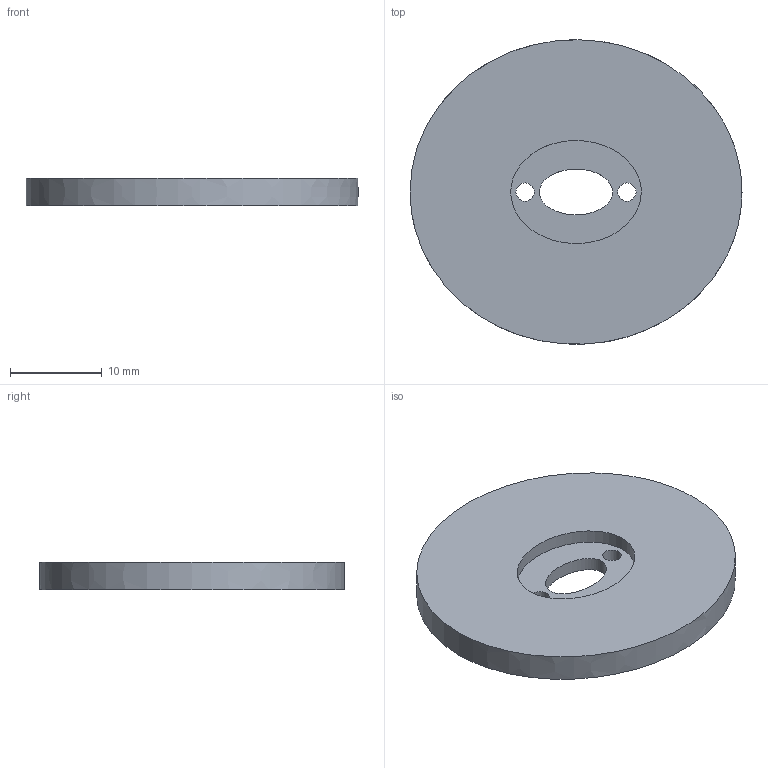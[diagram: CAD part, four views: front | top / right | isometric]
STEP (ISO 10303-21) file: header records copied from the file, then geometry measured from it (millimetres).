
FILE_DESCRIPTION(/* description */ (''),/* implementation_level */ '2;1');
FILE_NAME(/* name */ 'Microdrive-holder-with-extended-lip-screw-holes.step',/* time_stamp */ '2023-12-21T17:51:18-06:00',/* author */ (''),/* organization */ (''),/* preprocessor_version */ 'ST-DEVELOPER v19.2',/* originating_system */ 'Autodesk Translation Framework v12.4.0.73',/* authorisation */ '');
FILE_SCHEMA (('AUTOMOTIVE_DESIGN { 1 0 10303 214 3 1 1 }'));
Length unit declared in the file: millimetre
Products named in the file (1): Microdrive holder
Bounding box: 36.25 x 33.25 x 3 mm (x, y, z)
Volume: 2595.7 mm3; surface area: 2256.5 mm2
Topology: 1 solids, 1 shells, 8 faces, 15 edges, 10 vertices
Faces by surface type: bspline 3, plane 3, cylinder 2
Full cylindrical faces by diameter (mm): 2 x2
Entity records: 371 total; most frequent: CARTESIAN_POINT 170, DIRECTION 32, ORIENTED_EDGE 30, EDGE_LOOP 15, EDGE_CURVE 15, AXIS2_PLACEMENT_3D 14, VERTEX_POINT 10, FACE_OUTER_BOUND 8
